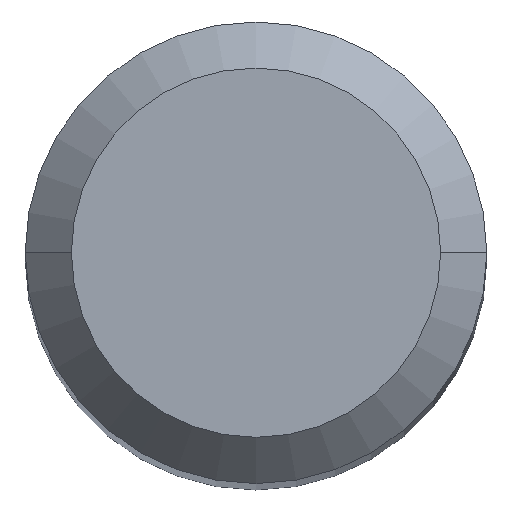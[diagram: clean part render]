
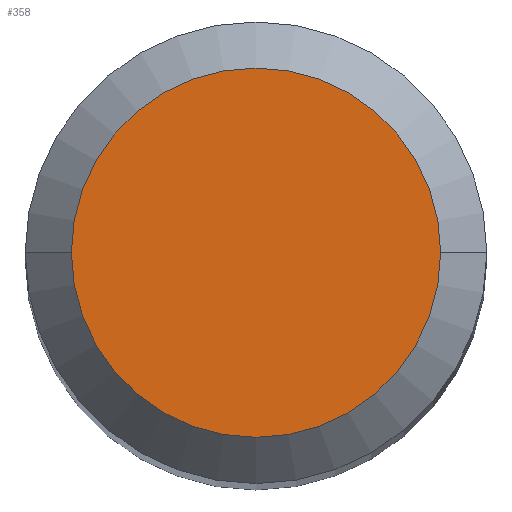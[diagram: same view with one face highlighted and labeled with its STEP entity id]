
A CAD part, top view. The second image highlights one B-rep face of the part: STEP entity #358.
In plain terms, the highlighted planar face has unit normal (0, 0, 1).
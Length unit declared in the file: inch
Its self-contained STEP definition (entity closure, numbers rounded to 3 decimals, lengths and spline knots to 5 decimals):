
#1 = DIRECTION ( 'NONE',  ( 1., 0., 0. ) ) ;
#74 = DIRECTION ( 'NONE',  ( 0., 0., -1. ) ) ;
#78 = AXIS2_PLACEMENT_3D ( 'NONE', #150, #368, #1 ) ;
#85 = DIRECTION ( 'NONE',  ( 0., 0., 1. ) ) ;
#91 = EDGE_CURVE ( 'NONE', #379, #200, #388, .T. ) ;
#98 = PLANE ( 'NONE',  #195 ) ;
#150 = CARTESIAN_POINT ( 'NONE',  ( 0., 0., 0. ) ) ;
#180 = FACE_OUTER_BOUND ( 'NONE', #468, .T. ) ;
#195 = AXIS2_PLACEMENT_3D ( 'NONE', #397, #74, #486 ) ;
#200 = VERTEX_POINT ( 'NONE', #341 ) ;
#250 = EDGE_CURVE ( 'NONE', #200, #379, #419, .T. ) ;
#278 = ORIENTED_EDGE ( 'NONE', *, *, #250, .T. ) ;
#323 = CARTESIAN_POINT ( 'NONE',  ( -0.05, 0., 0. ) ) ;
#334 = ORIENTED_EDGE ( 'NONE', *, *, #91, .T. ) ;
#341 = CARTESIAN_POINT ( 'NONE',  ( 0.05, 0., 0. ) ) ;
#358 = ADVANCED_FACE ( 'NONE', ( #180 ), #98, .F. ) ;
#368 = DIRECTION ( 'NONE',  ( 0., 0., 1. ) ) ;
#379 = VERTEX_POINT ( 'NONE', #323 ) ;
#385 = CARTESIAN_POINT ( 'NONE',  ( 0., 0., 0. ) ) ;
#388 = CIRCLE ( 'NONE', #78, 0.05 ) ;
#397 = CARTESIAN_POINT ( 'NONE',  ( 0., 0., 0. ) ) ;
#419 = CIRCLE ( 'NONE', #487, 0.05 ) ;
#427 = DIRECTION ( 'NONE',  ( 1., 0., 0. ) ) ;
#468 = EDGE_LOOP ( 'NONE', ( #334, #278 ) ) ;
#486 = DIRECTION ( 'NONE',  ( -1., 0., 0. ) ) ;
#487 = AXIS2_PLACEMENT_3D ( 'NONE', #385, #85, #427 ) ;
